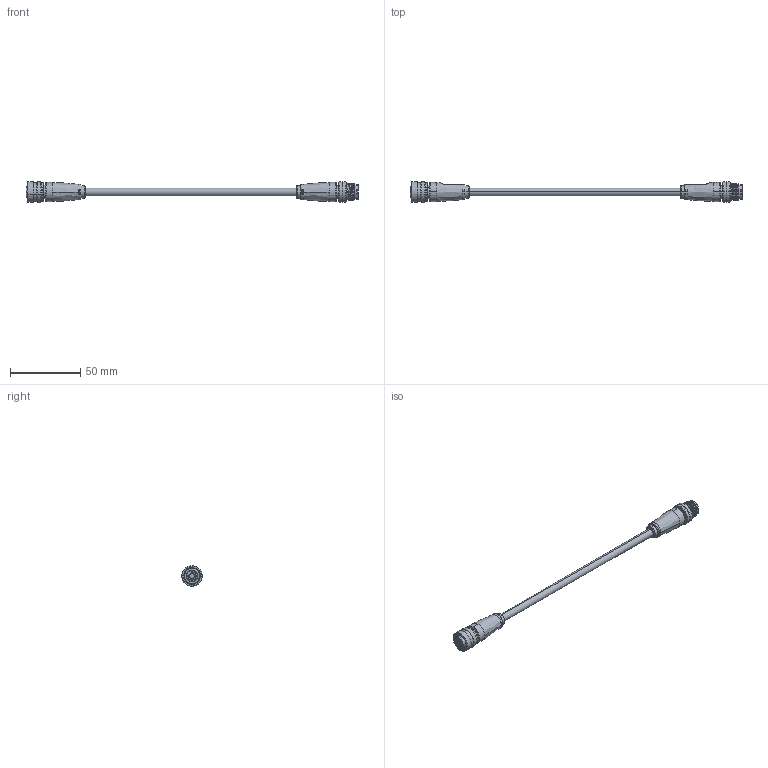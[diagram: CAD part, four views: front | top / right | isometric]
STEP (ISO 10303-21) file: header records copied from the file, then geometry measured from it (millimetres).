
FILE_DESCRIPTION (( 'STEP AP203' ), '1' );
FILE_NAME ('10-03843_revA.STEP', '2020-10-16T23:50:25', ( '' ), ( '' ), 'SwSTEP 2.0', 'SolidWorks 2015', '' );
FILE_SCHEMA (( 'CONFIG_CONTROL_DESIGN' ));
Length unit declared in the file: millimetre
Products named in the file (14): 50-00979-05___; 50-00986-04___; 50-00986-03___; 50-00979-03___; 50-00986-02_For STEP file; 50-00979___; 24-00349_Wire O6.8 mm; 50-00979-01___; 50-00979-02_For STEP files; 50-00986___; 50-00979-04___; 10-03843_revA; 30-01570_blunt cut; 50-00986-01___
Assembly tree (18 placements, depth 3):
  10-03843_revA
    30-01570_blunt cut
    24-00349_Wire O6.8 mm  x2
    50-00979___
      50-00979-01___
      50-00979-02_For STEP files
      50-00979-03___  x3
      50-00979-04___
      50-00979-05___
    50-00986___
      50-00986-01___
      50-00986-02_For STEP file
      50-00986-03___  x3
      50-00986-04___
Bounding box: 235.5 x 14.5 x 14.5 mm (x, y, z)
Volume: 13410.2 mm3; surface area: 38554.9 mm2
Topology: 95 solids, 95 shells, 1326 faces, 3018 edges, 1932 vertices
Faces by surface type: cylinder 602, plane 425, bspline 111, torus 106, cone 76, sphere 6
Entity records: 33120 total; most frequent: CARTESIAN_POINT 9617, DIRECTION 4844, ORIENTED_EDGE 4250, EDGE_CURVE 2125, AXIS2_PLACEMENT_3D 2024, VERTEX_POINT 1379, EDGE_LOOP 1176, CIRCLE 1091
